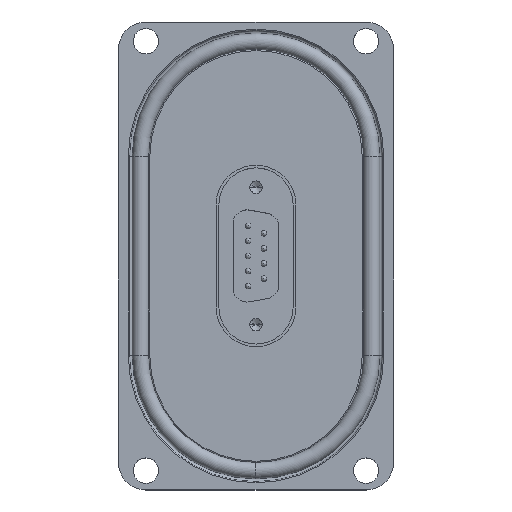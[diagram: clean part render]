
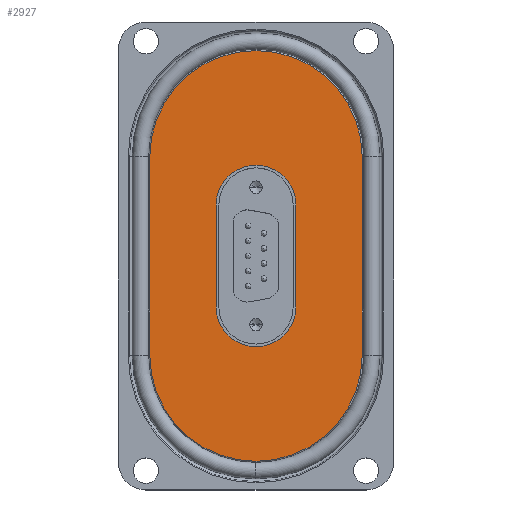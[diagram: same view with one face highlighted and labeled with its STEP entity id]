
A CAD part, top view. The second image highlights one B-rep face of the part: STEP entity #2927.
In plain terms, the highlighted planar face has unit normal (0, 0, 1).
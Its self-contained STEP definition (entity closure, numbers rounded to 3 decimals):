
#93 = DIRECTION ( 'NONE',  ( 1., 0., 0. ) ) ;
#191 = DIRECTION ( 'NONE',  ( 0., -1., 0. ) ) ;
#192 = AXIS2_PLACEMENT_3D ( 'NONE', #6510, #408, #7505 ) ;
#247 = CIRCLE ( 'NONE', #192, 19.3 ) ;
#275 = AXIS2_PLACEMENT_3D ( 'NONE', #7920, #1869, #8904 ) ;
#408 = DIRECTION ( 'NONE',  ( 0., 0., 1. ) ) ;
#517 = VERTEX_POINT ( 'NONE', #3959 ) ;
#718 = VERTEX_POINT ( 'NONE', #11343 ) ;
#814 = DIRECTION ( 'NONE',  ( 0., 0., 1. ) ) ;
#1869 = DIRECTION ( 'NONE',  ( 0., 0., 1. ) ) ;
#2359 = CARTESIAN_POINT ( 'NONE',  ( 7.25, -9.25, 10. ) ) ;
#2674 = VECTOR ( 'NONE', #8989, 1000. ) ;
#2903 = ORIENTED_EDGE ( 'NONE', *, *, #5987, .T. ) ;
#2927 = ADVANCED_FACE ( 'NONE', ( #9465, #11791 ), #8857, .T. ) ;
#2998 = CARTESIAN_POINT ( 'NONE',  ( 7.25, 9.25, 10. ) ) ;
#3243 = CARTESIAN_POINT ( 'NONE',  ( -19.3, -18., 10. ) ) ;
#3633 = ORIENTED_EDGE ( 'NONE', *, *, #6494, .T. ) ;
#3820 = ORIENTED_EDGE ( 'NONE', *, *, #5336, .F. ) ;
#3848 = DIRECTION ( 'NONE',  ( 0., 1., 0. ) ) ;
#3894 = DIRECTION ( 'NONE',  ( 1., 0., 0. ) ) ;
#3959 = CARTESIAN_POINT ( 'NONE',  ( 7.25, 9.25, 10. ) ) ;
#4153 = AXIS2_PLACEMENT_3D ( 'NONE', #6871, #9851, #3894 ) ;
#4779 = LINE ( 'NONE', #6813, #6815 ) ;
#4919 = ORIENTED_EDGE ( 'NONE', *, *, #5238, .F. ) ;
#4951 = VERTEX_POINT ( 'NONE', #3243 ) ;
#5238 = EDGE_CURVE ( 'NONE', #517, #8935, #12209, .T. ) ;
#5336 = EDGE_CURVE ( 'NONE', #7098, #517, #8020, .T. ) ;
#5484 = EDGE_CURVE ( 'NONE', #5583, #7098, #9401, .T. ) ;
#5583 = VERTEX_POINT ( 'NONE', #12021 ) ;
#5654 = EDGE_CURVE ( 'NONE', #8935, #5583, #10486, .T. ) ;
#5787 = CARTESIAN_POINT ( 'NONE',  ( 19.3, -18., 10. ) ) ;
#5987 = EDGE_CURVE ( 'NONE', #11742, #9613, #7085, .T. ) ;
#6217 = DIRECTION ( 'NONE',  ( 0., 0., 1. ) ) ;
#6294 = EDGE_CURVE ( 'NONE', #9613, #718, #247, .T. ) ;
#6298 = CARTESIAN_POINT ( 'NONE',  ( -7.25, 9.25, 10. ) ) ;
#6471 = EDGE_CURVE ( 'NONE', #718, #4951, #4779, .T. ) ;
#6494 = EDGE_CURVE ( 'NONE', #4951, #11742, #6499, .T. ) ;
#6499 = CIRCLE ( 'NONE', #8333, 19.3 ) ;
#6510 = CARTESIAN_POINT ( 'NONE',  ( 0., 18., 10. ) ) ;
#6581 = EDGE_LOOP ( 'NONE', ( #4919, #3820, #11049, #6834 ) ) ;
#6813 = CARTESIAN_POINT ( 'NONE',  ( -19.3, 0., 10. ) ) ;
#6815 = VECTOR ( 'NONE', #12811, 1000. ) ;
#6834 = ORIENTED_EDGE ( 'NONE', *, *, #5654, .F. ) ;
#6871 = CARTESIAN_POINT ( 'NONE',  ( 0., 0., 10. ) ) ;
#6893 = CARTESIAN_POINT ( 'NONE',  ( 0., -18., 10. ) ) ;
#6943 = CARTESIAN_POINT ( 'NONE',  ( 19.3, 18., 10. ) ) ;
#7085 = LINE ( 'NONE', #7858, #10016 ) ;
#7098 = VERTEX_POINT ( 'NONE', #2359 ) ;
#7505 = DIRECTION ( 'NONE',  ( 1., 0., 0. ) ) ;
#7858 = CARTESIAN_POINT ( 'NONE',  ( 19.3, 0., 10. ) ) ;
#7860 = VECTOR ( 'NONE', #191, 1000. ) ;
#7886 = DIRECTION ( 'NONE',  ( 1., 0., 0. ) ) ;
#7920 = CARTESIAN_POINT ( 'NONE',  ( 0., 9.25, 10. ) ) ;
#8020 = LINE ( 'NONE', #2998, #2674 ) ;
#8333 = AXIS2_PLACEMENT_3D ( 'NONE', #6893, #814, #7886 ) ;
#8509 = ORIENTED_EDGE ( 'NONE', *, *, #6471, .T. ) ;
#8607 = EDGE_LOOP ( 'NONE', ( #2903, #11874, #8509, #3633 ) ) ;
#8857 = PLANE ( 'NONE',  #4153 ) ;
#8904 = DIRECTION ( 'NONE',  ( 1., 0., 0. ) ) ;
#8935 = VERTEX_POINT ( 'NONE', #11102 ) ;
#8989 = DIRECTION ( 'NONE',  ( 0., 1., 0. ) ) ;
#9074 = AXIS2_PLACEMENT_3D ( 'NONE', #12156, #6217, #93 ) ;
#9401 = CIRCLE ( 'NONE', #9074, 7.25 ) ;
#9465 = FACE_BOUND ( 'NONE', #6581, .T. ) ;
#9613 = VERTEX_POINT ( 'NONE', #6943 ) ;
#9851 = DIRECTION ( 'NONE',  ( 0., 0., 1. ) ) ;
#10016 = VECTOR ( 'NONE', #3848, 1000. ) ;
#10486 = LINE ( 'NONE', #6298, #7860 ) ;
#11049 = ORIENTED_EDGE ( 'NONE', *, *, #5484, .F. ) ;
#11102 = CARTESIAN_POINT ( 'NONE',  ( -7.25, 9.25, 10. ) ) ;
#11343 = CARTESIAN_POINT ( 'NONE',  ( -19.3, 18., 10. ) ) ;
#11742 = VERTEX_POINT ( 'NONE', #5787 ) ;
#11791 = FACE_OUTER_BOUND ( 'NONE', #8607, .T. ) ;
#11874 = ORIENTED_EDGE ( 'NONE', *, *, #6294, .T. ) ;
#12021 = CARTESIAN_POINT ( 'NONE',  ( -7.25, -9.25, 10. ) ) ;
#12156 = CARTESIAN_POINT ( 'NONE',  ( 0., -9.25, 10. ) ) ;
#12209 = CIRCLE ( 'NONE', #275, 7.25 ) ;
#12811 = DIRECTION ( 'NONE',  ( 0., -1., 0. ) ) ;
